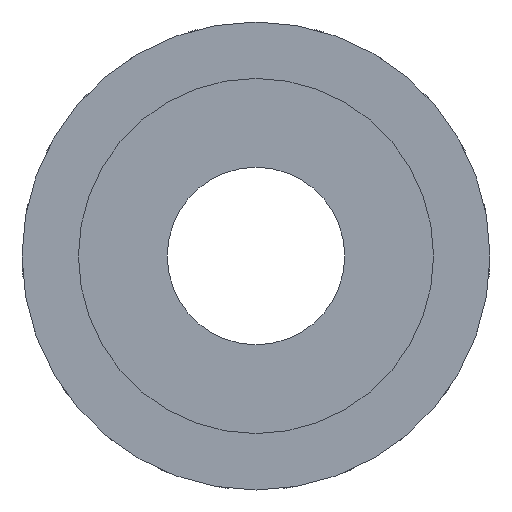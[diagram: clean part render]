
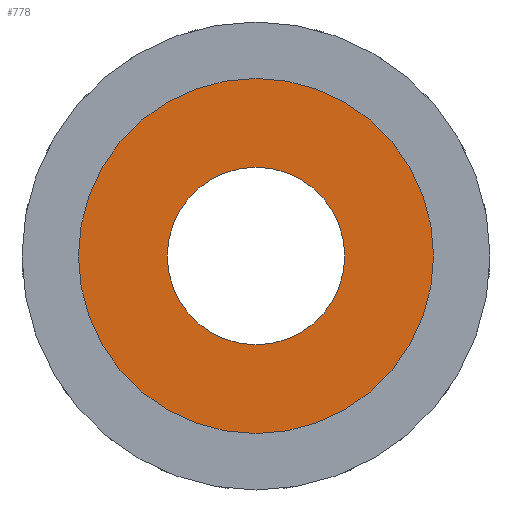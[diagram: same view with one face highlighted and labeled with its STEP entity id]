
A CAD part, front view. The second image highlights one B-rep face of the part: STEP entity #778.
In plain terms, the highlighted planar face has unit normal (0, -1, 0).
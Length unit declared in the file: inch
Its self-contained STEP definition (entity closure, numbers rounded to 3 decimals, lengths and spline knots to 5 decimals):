
#142 = VERTEX_POINT ( 'NONE', #2461 ) ;
#143 = CARTESIAN_POINT ( 'NONE',  ( 0., -0.25, 0.25 ) ) ;
#152 = DIRECTION ( 'NONE',  ( 0., 0., 1. ) ) ;
#343 = AXIS2_PLACEMENT_3D ( 'NONE', #510, #2007, #3031 ) ;
#393 = CARTESIAN_POINT ( 'NONE',  ( 0., -0.25, -0.5 ) ) ;
#510 = CARTESIAN_POINT ( 'NONE',  ( 0., -0.25, 0. ) ) ;
#572 = AXIS2_PLACEMENT_3D ( 'NONE', #2861, #1292, #2558 ) ;
#700 = DIRECTION ( 'NONE',  ( 0., 0., -1. ) ) ;
#742 = CARTESIAN_POINT ( 'NONE',  ( 0., -0.25, 0.5 ) ) ;
#777 = CARTESIAN_POINT ( 'NONE',  ( 0., -0.25, 0. ) ) ;
#778 = ADVANCED_FACE ( 'NONE', ( #2332, #1986 ), #2353, .T. ) ;
#1005 = DIRECTION ( 'NONE',  ( 0., 0., -1. ) ) ;
#1085 = CARTESIAN_POINT ( 'NONE',  ( 0., -0.25, 0. ) ) ;
#1111 = ORIENTED_EDGE ( 'NONE', *, *, #1581, .T. ) ;
#1162 = VERTEX_POINT ( 'NONE', #143 ) ;
#1264 = CIRCLE ( 'NONE', #4005, 0.5 ) ;
#1292 = DIRECTION ( 'NONE',  ( 0., 1., 0. ) ) ;
#1425 = EDGE_CURVE ( 'NONE', #2729, #2792, #1264, .T. ) ;
#1581 = EDGE_CURVE ( 'NONE', #2792, #2729, #3605, .T. ) ;
#1619 = DIRECTION ( 'NONE',  ( 0., -1., 0. ) ) ;
#1654 = ORIENTED_EDGE ( 'NONE', *, *, #2684, .T. ) ;
#1756 = DIRECTION ( 'NONE',  ( 0., -1., 0. ) ) ;
#1872 = AXIS2_PLACEMENT_3D ( 'NONE', #777, #1756, #700 ) ;
#1986 = FACE_OUTER_BOUND ( 'NONE', #2527, .T. ) ;
#2007 = DIRECTION ( 'NONE',  ( 0., -1., 0. ) ) ;
#2332 = FACE_BOUND ( 'NONE', #2595, .T. ) ;
#2353 = PLANE ( 'NONE',  #343 ) ;
#2370 = AXIS2_PLACEMENT_3D ( 'NONE', #1085, #2972, #152 ) ;
#2461 = CARTESIAN_POINT ( 'NONE',  ( 0., -0.25, -0.25 ) ) ;
#2527 = EDGE_LOOP ( 'NONE', ( #2901, #1111 ) ) ;
#2558 = DIRECTION ( 'NONE',  ( 0., 0., 1. ) ) ;
#2595 = EDGE_LOOP ( 'NONE', ( #1654, #3972 ) ) ;
#2684 = EDGE_CURVE ( 'NONE', #1162, #142, #3627, .T. ) ;
#2729 = VERTEX_POINT ( 'NONE', #393 ) ;
#2792 = VERTEX_POINT ( 'NONE', #742 ) ;
#2861 = CARTESIAN_POINT ( 'NONE',  ( 0., -0.25, 0. ) ) ;
#2901 = ORIENTED_EDGE ( 'NONE', *, *, #1425, .T. ) ;
#2972 = DIRECTION ( 'NONE',  ( 0., 1., 0. ) ) ;
#3031 = DIRECTION ( 'NONE',  ( 0., 0., -1. ) ) ;
#3290 = EDGE_CURVE ( 'NONE', #142, #1162, #3385, .T. ) ;
#3385 = CIRCLE ( 'NONE', #2370, 0.25 ) ;
#3470 = CARTESIAN_POINT ( 'NONE',  ( 0., -0.25, 0. ) ) ;
#3605 = CIRCLE ( 'NONE', #1872, 0.5 ) ;
#3627 = CIRCLE ( 'NONE', #572, 0.25 ) ;
#3972 = ORIENTED_EDGE ( 'NONE', *, *, #3290, .T. ) ;
#4005 = AXIS2_PLACEMENT_3D ( 'NONE', #3470, #1619, #1005 ) ;
